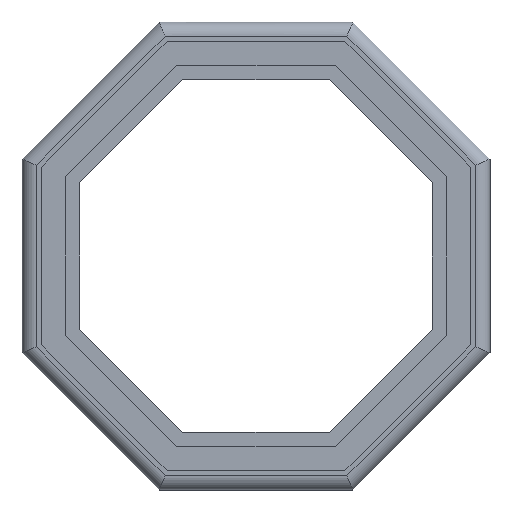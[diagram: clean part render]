
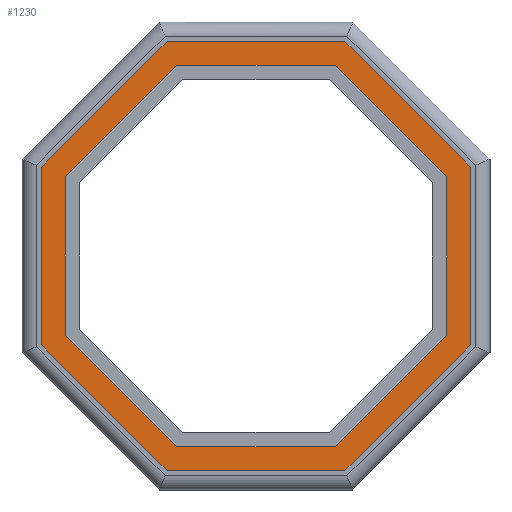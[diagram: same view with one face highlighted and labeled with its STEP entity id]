
A CAD part, front view. The second image highlights one B-rep face of the part: STEP entity #1230.
In plain terms, the highlighted planar face has unit normal (0, -1, 0).
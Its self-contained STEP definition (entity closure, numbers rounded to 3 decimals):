
#48=FACE_BOUND('',#142,.T.);
#70=FACE_OUTER_BOUND('',#141,.T.);
#141=EDGE_LOOP('',(#887,#888,#889,#890,#891,#892,#893,#894));
#142=EDGE_LOOP('',(#895,#896,#897,#898,#899,#900,#901,#902));
#216=LINE('',#1764,#376);
#219=LINE('',#1769,#379);
#221=LINE('',#1773,#381);
#223=LINE('',#1777,#383);
#224=LINE('',#1780,#384);
#226=LINE('',#1784,#386);
#228=LINE('',#1788,#388);
#230=LINE('',#1791,#390);
#233=LINE('',#1799,#393);
#236=LINE('',#1805,#396);
#239=LINE('',#1811,#399);
#242=LINE('',#1817,#402);
#245=LINE('',#1823,#405);
#248=LINE('',#1829,#408);
#251=LINE('',#1835,#411);
#254=LINE('',#1839,#414);
#376=VECTOR('',#1415,10.);
#379=VECTOR('',#1420,10.);
#381=VECTOR('',#1424,10.);
#383=VECTOR('',#1428,10.);
#384=VECTOR('',#1431,10.);
#386=VECTOR('',#1435,10.);
#388=VECTOR('',#1439,10.);
#390=VECTOR('',#1443,10.);
#393=VECTOR('',#1448,10.);
#396=VECTOR('',#1453,10.);
#399=VECTOR('',#1458,10.);
#402=VECTOR('',#1463,10.);
#405=VECTOR('',#1468,10.);
#408=VECTOR('',#1473,10.);
#411=VECTOR('',#1478,10.);
#414=VECTOR('',#1483,10.);
#535=VERTEX_POINT('',#1761);
#536=VERTEX_POINT('',#1763);
#537=VERTEX_POINT('',#1767);
#538=VERTEX_POINT('',#1771);
#539=VERTEX_POINT('',#1775);
#540=VERTEX_POINT('',#1779);
#541=VERTEX_POINT('',#1783);
#542=VERTEX_POINT('',#1787);
#545=VERTEX_POINT('',#1796);
#546=VERTEX_POINT('',#1798);
#548=VERTEX_POINT('',#1804);
#550=VERTEX_POINT('',#1810);
#552=VERTEX_POINT('',#1816);
#554=VERTEX_POINT('',#1822);
#556=VERTEX_POINT('',#1828);
#558=VERTEX_POINT('',#1834);
#648=EDGE_CURVE('',#536,#535,#216,.T.);
#651=EDGE_CURVE('',#535,#537,#219,.T.);
#653=EDGE_CURVE('',#537,#538,#221,.T.);
#655=EDGE_CURVE('',#538,#539,#223,.T.);
#656=EDGE_CURVE('',#540,#536,#224,.T.);
#658=EDGE_CURVE('',#541,#540,#226,.T.);
#660=EDGE_CURVE('',#542,#541,#228,.T.);
#662=EDGE_CURVE('',#539,#542,#230,.T.);
#665=EDGE_CURVE('',#546,#545,#233,.T.);
#668=EDGE_CURVE('',#548,#546,#236,.T.);
#671=EDGE_CURVE('',#550,#548,#239,.T.);
#674=EDGE_CURVE('',#552,#550,#242,.T.);
#677=EDGE_CURVE('',#554,#552,#245,.T.);
#680=EDGE_CURVE('',#556,#554,#248,.T.);
#683=EDGE_CURVE('',#558,#556,#251,.T.);
#686=EDGE_CURVE('',#545,#558,#254,.T.);
#887=ORIENTED_EDGE('',*,*,#686,.T.);
#888=ORIENTED_EDGE('',*,*,#683,.T.);
#889=ORIENTED_EDGE('',*,*,#680,.T.);
#890=ORIENTED_EDGE('',*,*,#677,.T.);
#891=ORIENTED_EDGE('',*,*,#674,.T.);
#892=ORIENTED_EDGE('',*,*,#671,.T.);
#893=ORIENTED_EDGE('',*,*,#668,.T.);
#894=ORIENTED_EDGE('',*,*,#665,.T.);
#895=ORIENTED_EDGE('',*,*,#662,.T.);
#896=ORIENTED_EDGE('',*,*,#660,.T.);
#897=ORIENTED_EDGE('',*,*,#658,.T.);
#898=ORIENTED_EDGE('',*,*,#656,.T.);
#899=ORIENTED_EDGE('',*,*,#648,.T.);
#900=ORIENTED_EDGE('',*,*,#651,.T.);
#901=ORIENTED_EDGE('',*,*,#653,.T.);
#902=ORIENTED_EDGE('',*,*,#655,.T.);
#1176=PLANE('',#1323);
#1230=ADVANCED_FACE('',(#70,#48),#1176,.T.);
#1323=AXIS2_PLACEMENT_3D('',#1840,#1484,#1485);
#1415=DIRECTION('',(-1.,0.,0.));
#1420=DIRECTION('',(-0.707,0.,0.707));
#1424=DIRECTION('',(0.,0.,1.));
#1428=DIRECTION('',(0.707,0.,0.707));
#1431=DIRECTION('',(-0.707,0.,-0.707));
#1435=DIRECTION('',(0.,0.,-1.));
#1439=DIRECTION('',(0.707,0.,-0.707));
#1443=DIRECTION('',(1.,0.,0.));
#1448=DIRECTION('',(-0.707,0.,-0.707));
#1453=DIRECTION('',(-1.,0.,0.));
#1458=DIRECTION('',(-0.707,0.,0.707));
#1463=DIRECTION('',(0.,0.,1.));
#1468=DIRECTION('',(0.707,0.,0.707));
#1473=DIRECTION('',(1.,0.,0.));
#1478=DIRECTION('',(0.707,0.,-0.707));
#1483=DIRECTION('',(0.,0.,-1.));
#1484=DIRECTION('center_axis',(0.,-1.,0.));
#1485=DIRECTION('ref_axis',(0.,0.,-1.));
#1761=CARTESIAN_POINT('',(-6.584,1.2,-15.896));
#1763=CARTESIAN_POINT('',(6.584,1.2,-15.896));
#1764=CARTESIAN_POINT('',(-6.584,1.2,-15.896));
#1767=CARTESIAN_POINT('',(-15.896,1.2,-6.584));
#1769=CARTESIAN_POINT('',(-15.896,1.2,-6.584));
#1771=CARTESIAN_POINT('',(-15.896,1.2,6.584));
#1773=CARTESIAN_POINT('',(-15.896,1.2,6.584));
#1775=CARTESIAN_POINT('',(-6.584,1.2,15.896));
#1777=CARTESIAN_POINT('',(-6.584,1.2,15.896));
#1779=CARTESIAN_POINT('',(15.896,1.2,-6.584));
#1780=CARTESIAN_POINT('',(6.584,1.2,-15.896));
#1783=CARTESIAN_POINT('',(15.896,1.2,6.584));
#1784=CARTESIAN_POINT('',(15.896,1.2,-6.584));
#1787=CARTESIAN_POINT('',(6.584,1.2,15.896));
#1788=CARTESIAN_POINT('',(15.896,1.2,6.584));
#1791=CARTESIAN_POINT('',(6.584,1.2,15.896));
#1796=CARTESIAN_POINT('',(-17.896,1.2,7.413));
#1798=CARTESIAN_POINT('',(-7.413,1.2,17.896));
#1799=CARTESIAN_POINT('',(-17.896,1.2,7.413));
#1804=CARTESIAN_POINT('',(7.413,1.2,17.896));
#1805=CARTESIAN_POINT('',(-7.413,1.2,17.896));
#1810=CARTESIAN_POINT('',(17.896,1.2,7.413));
#1811=CARTESIAN_POINT('',(7.413,1.2,17.896));
#1816=CARTESIAN_POINT('',(17.896,1.2,-7.413));
#1817=CARTESIAN_POINT('',(17.896,1.2,7.413));
#1822=CARTESIAN_POINT('',(7.413,1.2,-17.896));
#1823=CARTESIAN_POINT('',(17.896,1.2,-7.413));
#1828=CARTESIAN_POINT('',(-7.413,1.2,-17.896));
#1829=CARTESIAN_POINT('',(7.413,1.2,-17.896));
#1834=CARTESIAN_POINT('',(-17.896,1.2,-7.413));
#1835=CARTESIAN_POINT('',(-7.413,1.2,-17.896));
#1839=CARTESIAN_POINT('',(-17.896,1.2,-7.413));
#1840=CARTESIAN_POINT('Origin',(0.,1.2,0.));
